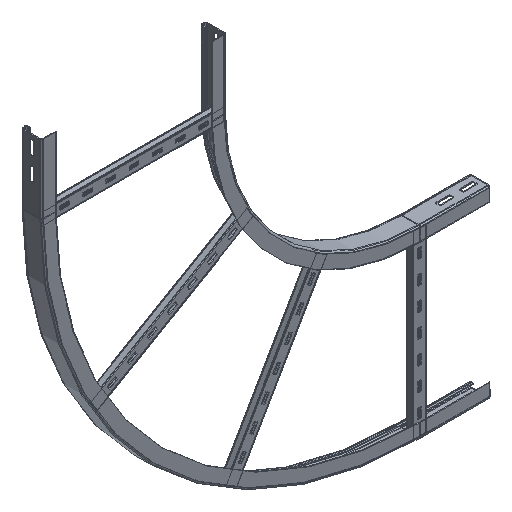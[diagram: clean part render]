
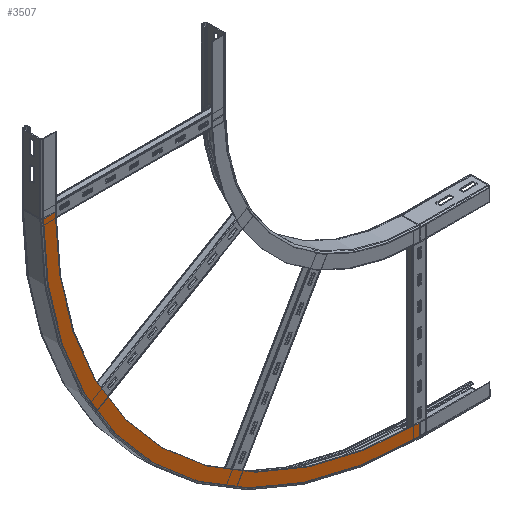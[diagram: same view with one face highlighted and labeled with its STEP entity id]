
A CAD part, isometric view. The second image highlights one B-rep face of the part: STEP entity #3507.
In plain terms, the highlighted planar face has unit normal (0, -1, 0).
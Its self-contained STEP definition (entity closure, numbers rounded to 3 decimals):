
#129=CIRCLE('',#3860,816.);
#131=CIRCLE('',#3863,789.);
#345=FACE_OUTER_BOUND('',#567,.T.);
#567=EDGE_LOOP('',(#2793,#2794,#2795,#2796));
#852=LINE('',#5463,#1248);
#894=LINE('',#5600,#1290);
#1248=VECTOR('',#4440,10.);
#1290=VECTOR('',#4592,10.);
#1601=VERTEX_POINT('',#5456);
#1603=VERTEX_POINT('',#5462);
#1642=VERTEX_POINT('',#5594);
#1643=VERTEX_POINT('',#5598);
#1978=EDGE_CURVE('',#1601,#1603,#852,.T.);
#2044=EDGE_CURVE('',#1642,#1601,#129,.T.);
#2046=EDGE_CURVE('',#1643,#1603,#131,.T.);
#2047=EDGE_CURVE('',#1643,#1642,#894,.T.);
#2793=ORIENTED_EDGE('',*,*,#1978,.T.);
#2794=ORIENTED_EDGE('',*,*,#2046,.F.);
#2795=ORIENTED_EDGE('',*,*,#2047,.T.);
#2796=ORIENTED_EDGE('',*,*,#2044,.T.);
#3312=PLANE('',#3862);
#3507=ADVANCED_FACE('',(#345),#3312,.T.);
#3860=AXIS2_PLACEMENT_3D('',#5595,#4584,#4585);
#3862=AXIS2_PLACEMENT_3D('',#5597,#4588,#4589);
#3863=AXIS2_PLACEMENT_3D('',#5599,#4590,#4591);
#4440=DIRECTION('',(0.,0.,1.));
#4584=DIRECTION('center_axis',(0.,-1.,0.));
#4585=DIRECTION('ref_axis',(-1.,0.,0.));
#4588=DIRECTION('center_axis',(0.,-1.,0.));
#4589=DIRECTION('ref_axis',(0.,0.,-1.));
#4590=DIRECTION('center_axis',(0.,-1.,0.));
#4591=DIRECTION('ref_axis',(-1.,0.,0.));
#4592=DIRECTION('',(-1.,0.,0.));
#5456=CARTESIAN_POINT('',(789.,0.,-816.));
#5462=CARTESIAN_POINT('',(789.,0.,-789.));
#5463=CARTESIAN_POINT('',(789.,0.,-816.));
#5594=CARTESIAN_POINT('',(-27.,0.,0.));
#5595=CARTESIAN_POINT('Origin',(789.,0.,0.));
#5597=CARTESIAN_POINT('Origin',(789.,0.,-816.));
#5598=CARTESIAN_POINT('',(0.,0.,0.));
#5599=CARTESIAN_POINT('Origin',(789.,0.,0.));
#5600=CARTESIAN_POINT('',(-81.572,0.,0.));
